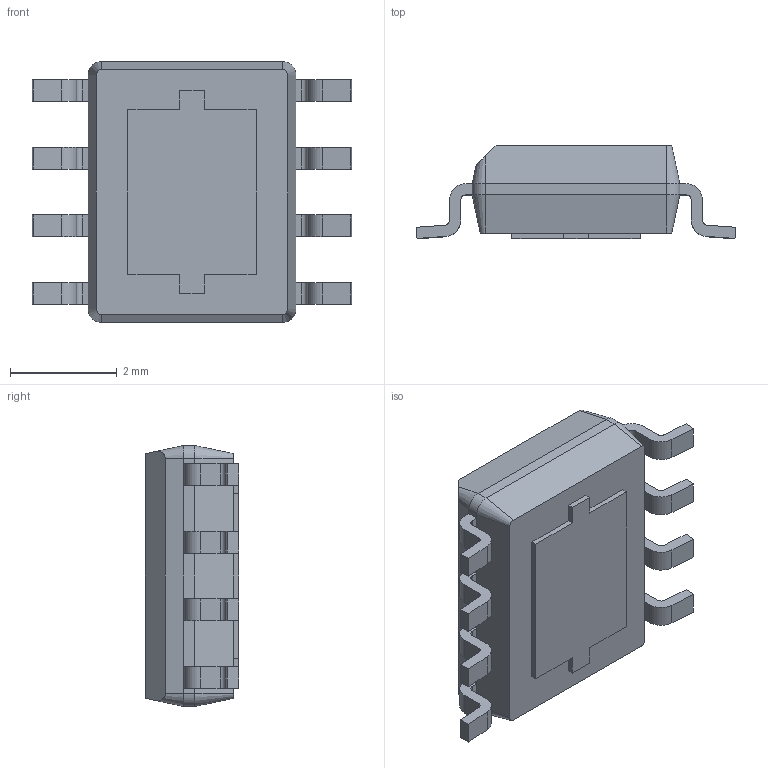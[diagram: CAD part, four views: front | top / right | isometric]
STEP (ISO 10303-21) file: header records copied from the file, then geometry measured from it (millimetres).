
FILE_DESCRIPTION (( 'STEP AP214' ), '1' );
FILE_NAME ('ADA4898-2YRDZ.STEP', '2023-04-05T19:26:04', ( '' ), ( '' ), 'SwSTEP 2.0', 'SolidWorks 2021', '' );
FILE_SCHEMA (( 'AUTOMOTIVE_DESIGN' ));
Length unit declared in the file: millimetre
Products named in the file (1): ADA4898-2YRDZ
Bounding box: 6 x 1.75 x 4.9 mm (x, y, z)
Volume: 31.2 mm3; surface area: 95 mm2
Topology: 10 solids, 10 shells, 153 faces, 383 edges, 250 vertices
Faces by surface type: plane 109, cylinder 36, cone 8
Entity records: 4642 total; most frequent: CARTESIAN_POINT 793, DIRECTION 767, ORIENTED_EDGE 766, EDGE_CURVE 383, VECTOR 303, LINE 303, VERTEX_POINT 250, AXIS2_PLACEMENT_3D 232
